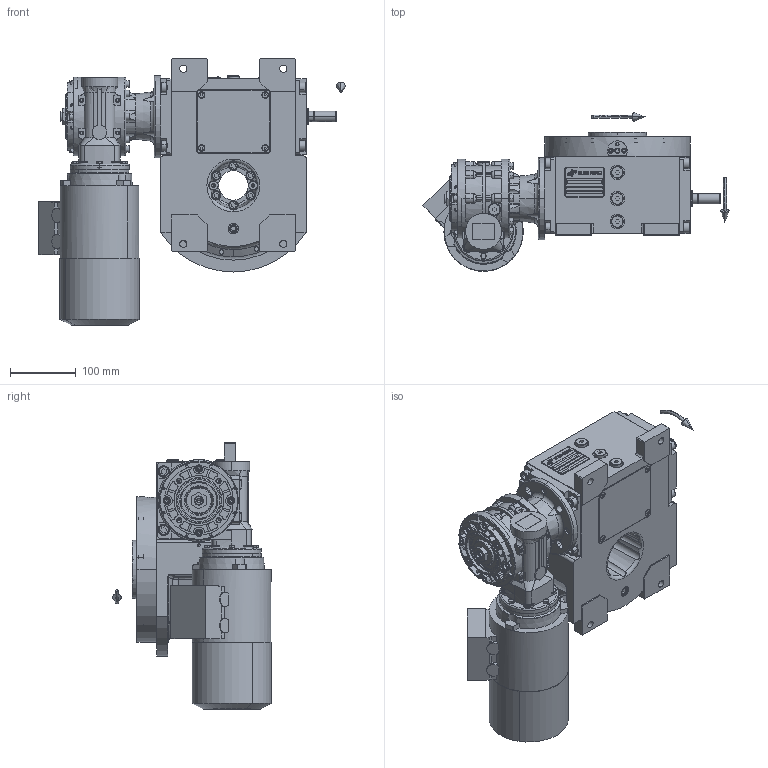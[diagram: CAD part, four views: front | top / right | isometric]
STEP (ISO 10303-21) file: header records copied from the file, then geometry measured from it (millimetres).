
FILE_DESCRIPTION (( 'STEP AP203' ), '1' );
FILE_NAME ('PC5202015.step', '2026-04-09T12:42:57', ( '' ), ( '' ), 'SwSTEP 2.0', 'SolidWorks 2020', '' );
FILE_SCHEMA (( 'CONFIG_CONTROL_DESIGN' ));
Length unit declared in the file: millimetre
Products named in the file (81): CFN2356_03_047^rig06_071_06_m_asm(2)_rig06_071_06_m_asm.stp; cfn2000_01_126; AS_rig06_002_bl_001; cfn2155_01_303; cfn2000_01_103; cfn2128_04_004; freccia_angolare; cfn2158_01_011; cfn2000_01_124; CFN2223_01-570X6-B^rig06_071_06_m_asm(2)_rig06_071_06_m_asm.stp; CFN2010_01_012^rig06_071_06_m_asm(2)_rig06_071_06_m_asm.stp; cfn2115_01_005; cfn2158_01_010; rig06_004; freccia_angolare_albero; olio_agip_blasia_150; cfn2077_01_018; CFN2000_01_185^RIG06_005_ASM_rig06_071_06_m_asm(2)_rig06_071_06_m_asm.stp; cfn2155_01_056; cfn2107_01_001; PC5202015; cfn2003_01_054; AS_900_38_30_003; AS_rig06_004_s_001; cfn2205_01_013; rig06_004_s_001; cfn2151_01_109; cfn2104_01_016; RIG06_021_AF0^RIG06_005_ASM_rig06_071_06_m_asm(2)_rig06_071_06_m_asm.stp; RIG06_005_ASM^rig06_071_06_m_asm(2)_rig06_071_06_m_asm.stp; BM63B14; AS_cfn2476_01_002_60x46; cfn2128_19_002; rig06_017; cfn2276_01_074; rig06_005_n_01; AS_rig06_017; RMI50_F1_LCB_DX_63B14; rig06_001_a; cfn2115_02_165 ...
Assembly tree (73 placements, depth 5):
  CFN2356_03_047^rig06_071_06_m_asm(2)_rig06_071_06_m_asm.stp
  CFN2223_01-570X6-B^rig06_071_06_m_asm(2)_rig06_071_06_m_asm.stp
  CFN2010_01_012^rig06_071_06_m_asm(2)_rig06_071_06_m_asm.stp
  cfn2158_01_010
  olio_agip_blasia_150
Bounding box: 467.13 x 241.99 x 405.99 mm (x, y, z)
Volume: 6009048.6 mm3; surface area: 1084274.8 mm2
Topology: 64 solids, 64 shells, 3586 faces, 9086 edges, 5802 vertices
Faces by surface type: plane 1616, cylinder 1226, cone 547, torus 171, bspline 20, sphere 6
Entity records: 126489 total; most frequent: CARTESIAN_POINT 34121, DIRECTION 17674, ORIENTED_EDGE 17384, EDGE_CURVE 8692, AXIS2_PLACEMENT_3D 6434, VERTEX_POINT 5621, VECTOR 4806, LINE 4806
